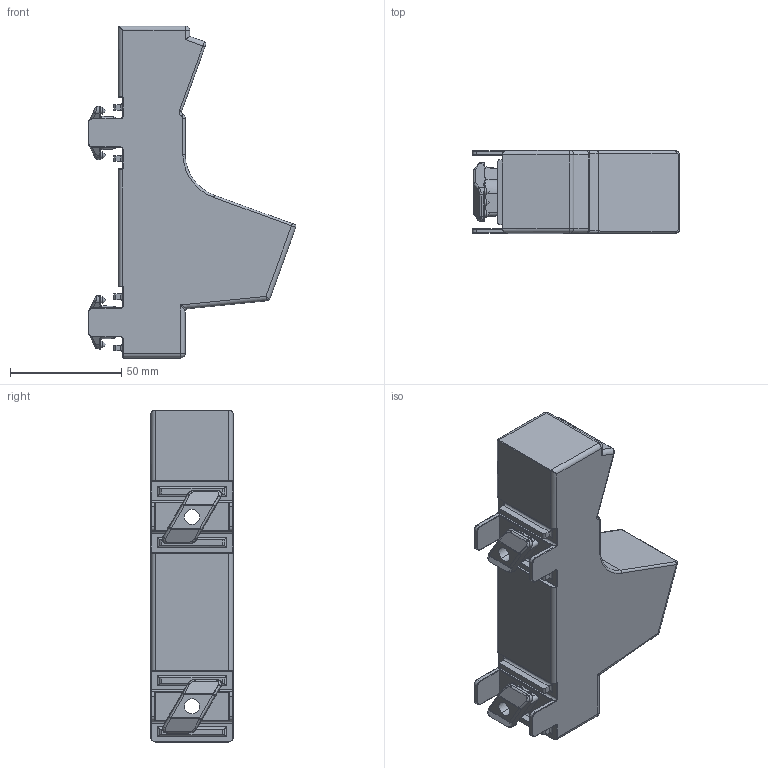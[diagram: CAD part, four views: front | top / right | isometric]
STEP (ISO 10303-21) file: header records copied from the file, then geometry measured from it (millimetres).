
FILE_DESCRIPTION (( 'STEP AP203' ), '1' );
FILE_NAME ('ADB_3M_DUMMIE.STEP', '2017-02-22T10:26:22', ( 'ABB' ), ( 'ABB' ), 'SwSTEP 2.0', 'SolidWorks 2013', '' );
FILE_SCHEMA (( 'CONFIG_CONTROL_DESIGN' ));
Length unit declared in the file: millimetre
Products named in the file (1): ADB_3M_DUMMIE
Bounding box: 93.22 x 37 x 149 mm (x, y, z)
Volume: 244683 mm3; surface area: 37366.6 mm2
Topology: 3 solids, 3 shells, 596 faces, 1372 edges, 786 vertices
Faces by surface type: cylinder 221, bspline 116, torus 108, plane 101, cone 36, sphere 14
Entity records: 19001 total; most frequent: CARTESIAN_POINT 6297, ORIENTED_EDGE 2724, DIRECTION 2672, EDGE_CURVE 1362, AXIS2_PLACEMENT_3D 1105, VERTEX_POINT 786, CIRCLE 624, EDGE_LOOP 618
